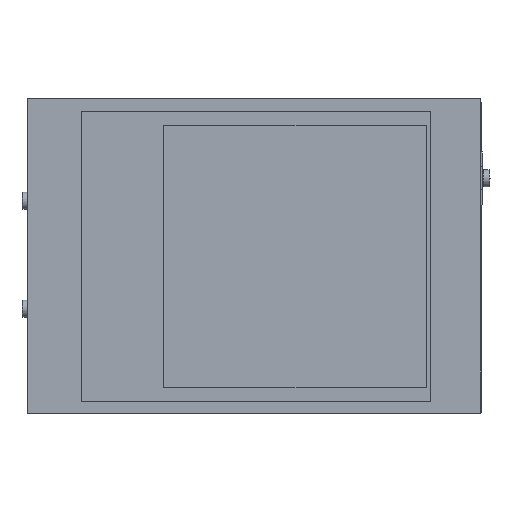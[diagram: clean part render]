
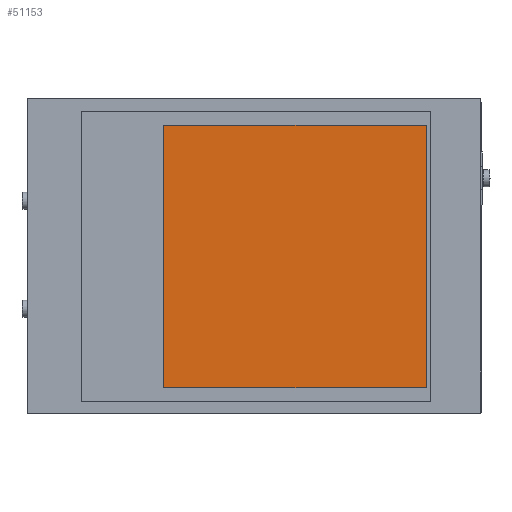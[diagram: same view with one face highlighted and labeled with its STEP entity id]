
A CAD part, top view. The second image highlights one B-rep face of the part: STEP entity #51153.
In plain terms, the highlighted planar face has unit normal (0, 0, 1).
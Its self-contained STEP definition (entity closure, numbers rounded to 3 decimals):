
#50781 = PLANE('',#50782);
#50782 = AXIS2_PLACEMENT_3D('',#50783,#50784,#50785);
#50783 = CARTESIAN_POINT('',(2.7,5.8,2.8));
#50784 = DIRECTION('',(1.,0.,0.));
#50785 = DIRECTION('',(0.,0.,1.));
#50809 = PLANE('',#50810);
#50810 = AXIS2_PLACEMENT_3D('',#50811,#50812,#50813);
#50811 = CARTESIAN_POINT('',(2.7,33.8,2.8));
#50812 = DIRECTION('',(0.,1.,0.));
#50813 = DIRECTION('',(0.,-0.,1.));
#50837 = PLANE('',#50838);
#50838 = AXIS2_PLACEMENT_3D('',#50839,#50840,#50841);
#50839 = CARTESIAN_POINT('',(30.7,5.8,2.8));
#50840 = DIRECTION('',(1.,0.,0.));
#50841 = DIRECTION('',(0.,0.,1.));
#50863 = PLANE('',#50864);
#50864 = AXIS2_PLACEMENT_3D('',#50865,#50866,#50867);
#50865 = CARTESIAN_POINT('',(2.7,5.8,2.8));
#50866 = DIRECTION('',(0.,1.,0.));
#50867 = DIRECTION('',(0.,-0.,1.));
#50957 = VERTEX_POINT('',#50958);
#50958 = CARTESIAN_POINT('',(2.7,5.8,3.));
#50981 = VERTEX_POINT('',#50982);
#50982 = CARTESIAN_POINT('',(2.7,33.8,3.));
#51003 = EDGE_CURVE('',#50957,#50981,#51004,.T.);
#51004 = SURFACE_CURVE('',#51005,(#51009,#51016),.PCURVE_S1.);
#51005 = LINE('',#51006,#51007);
#51006 = CARTESIAN_POINT('',(2.7,5.8,3.));
#51007 = VECTOR('',#51008,1.);
#51008 = DIRECTION('',(0.,1.,0.));
#51009 = PCURVE('',#50781,#51010);
#51010 = DEFINITIONAL_REPRESENTATION('',(#51011),#51015);
#51011 = LINE('',#51012,#51013);
#51012 = CARTESIAN_POINT('',(0.2,0.));
#51013 = VECTOR('',#51014,1.);
#51014 = DIRECTION('',(0.,-1.));
#51015 = ( GEOMETRIC_REPRESENTATION_CONTEXT(2) 
PARAMETRIC_REPRESENTATION_CONTEXT() REPRESENTATION_CONTEXT('2D SPACE',''
  ) );
#51016 = PCURVE('',#51017,#51022);
#51017 = PLANE('',#51018);
#51018 = AXIS2_PLACEMENT_3D('',#51019,#51020,#51021);
#51019 = CARTESIAN_POINT('',(2.7,5.8,3.));
#51020 = DIRECTION('',(0.,0.,1.));
#51021 = DIRECTION('',(1.,0.,-0.));
#51022 = DEFINITIONAL_REPRESENTATION('',(#51023),#51027);
#51023 = LINE('',#51024,#51025);
#51024 = CARTESIAN_POINT('',(0.,0.));
#51025 = VECTOR('',#51026,1.);
#51026 = DIRECTION('',(0.,1.));
#51027 = ( GEOMETRIC_REPRESENTATION_CONTEXT(2) 
PARAMETRIC_REPRESENTATION_CONTEXT() REPRESENTATION_CONTEXT('2D SPACE',''
  ) );
#51034 = EDGE_CURVE('',#50957,#51035,#51037,.T.);
#51035 = VERTEX_POINT('',#51036);
#51036 = CARTESIAN_POINT('',(30.7,5.8,3.));
#51037 = SURFACE_CURVE('',#51038,(#51042,#51049),.PCURVE_S1.);
#51038 = LINE('',#51039,#51040);
#51039 = CARTESIAN_POINT('',(2.7,5.8,3.));
#51040 = VECTOR('',#51041,1.);
#51041 = DIRECTION('',(1.,0.,0.));
#51042 = PCURVE('',#50863,#51043);
#51043 = DEFINITIONAL_REPRESENTATION('',(#51044),#51048);
#51044 = LINE('',#51045,#51046);
#51045 = CARTESIAN_POINT('',(0.2,0.));
#51046 = VECTOR('',#51047,1.);
#51047 = DIRECTION('',(0.,1.));
#51048 = ( GEOMETRIC_REPRESENTATION_CONTEXT(2) 
PARAMETRIC_REPRESENTATION_CONTEXT() REPRESENTATION_CONTEXT('2D SPACE',''
  ) );
#51049 = PCURVE('',#51017,#51050);
#51050 = DEFINITIONAL_REPRESENTATION('',(#51051),#51055);
#51051 = LINE('',#51052,#51053);
#51052 = CARTESIAN_POINT('',(0.,0.));
#51053 = VECTOR('',#51054,1.);
#51054 = DIRECTION('',(1.,0.));
#51055 = ( GEOMETRIC_REPRESENTATION_CONTEXT(2) 
PARAMETRIC_REPRESENTATION_CONTEXT() REPRESENTATION_CONTEXT('2D SPACE',''
  ) );
#51084 = VERTEX_POINT('',#51085);
#51085 = CARTESIAN_POINT('',(30.7,33.8,3.));
#51106 = EDGE_CURVE('',#51035,#51084,#51107,.T.);
#51107 = SURFACE_CURVE('',#51108,(#51112,#51119),.PCURVE_S1.);
#51108 = LINE('',#51109,#51110);
#51109 = CARTESIAN_POINT('',(30.7,5.8,3.));
#51110 = VECTOR('',#51111,1.);
#51111 = DIRECTION('',(0.,1.,0.));
#51112 = PCURVE('',#50837,#51113);
#51113 = DEFINITIONAL_REPRESENTATION('',(#51114),#51118);
#51114 = LINE('',#51115,#51116);
#51115 = CARTESIAN_POINT('',(0.2,0.));
#51116 = VECTOR('',#51117,1.);
#51117 = DIRECTION('',(0.,-1.));
#51118 = ( GEOMETRIC_REPRESENTATION_CONTEXT(2) 
PARAMETRIC_REPRESENTATION_CONTEXT() REPRESENTATION_CONTEXT('2D SPACE',''
  ) );
#51119 = PCURVE('',#51017,#51120);
#51120 = DEFINITIONAL_REPRESENTATION('',(#51121),#51125);
#51121 = LINE('',#51122,#51123);
#51122 = CARTESIAN_POINT('',(28.,0.));
#51123 = VECTOR('',#51124,1.);
#51124 = DIRECTION('',(0.,1.));
#51125 = ( GEOMETRIC_REPRESENTATION_CONTEXT(2) 
PARAMETRIC_REPRESENTATION_CONTEXT() REPRESENTATION_CONTEXT('2D SPACE',''
  ) );
#51132 = EDGE_CURVE('',#50981,#51084,#51133,.T.);
#51133 = SURFACE_CURVE('',#51134,(#51138,#51145),.PCURVE_S1.);
#51134 = LINE('',#51135,#51136);
#51135 = CARTESIAN_POINT('',(2.7,33.8,3.));
#51136 = VECTOR('',#51137,1.);
#51137 = DIRECTION('',(1.,0.,0.));
#51138 = PCURVE('',#50809,#51139);
#51139 = DEFINITIONAL_REPRESENTATION('',(#51140),#51144);
#51140 = LINE('',#51141,#51142);
#51141 = CARTESIAN_POINT('',(0.2,0.));
#51142 = VECTOR('',#51143,1.);
#51143 = DIRECTION('',(0.,1.));
#51144 = ( GEOMETRIC_REPRESENTATION_CONTEXT(2) 
PARAMETRIC_REPRESENTATION_CONTEXT() REPRESENTATION_CONTEXT('2D SPACE',''
  ) );
#51145 = PCURVE('',#51017,#51146);
#51146 = DEFINITIONAL_REPRESENTATION('',(#51147),#51151);
#51147 = LINE('',#51148,#51149);
#51148 = CARTESIAN_POINT('',(0.,28.));
#51149 = VECTOR('',#51150,1.);
#51150 = DIRECTION('',(1.,0.));
#51151 = ( GEOMETRIC_REPRESENTATION_CONTEXT(2) 
PARAMETRIC_REPRESENTATION_CONTEXT() REPRESENTATION_CONTEXT('2D SPACE',''
  ) );
#51153 = ADVANCED_FACE('',(#51154),#51017,.T.);
#51154 = FACE_BOUND('',#51155,.T.);
#51155 = EDGE_LOOP('',(#51156,#51157,#51158,#51159));
#51156 = ORIENTED_EDGE('',*,*,#51003,.F.);
#51157 = ORIENTED_EDGE('',*,*,#51034,.T.);
#51158 = ORIENTED_EDGE('',*,*,#51106,.T.);
#51159 = ORIENTED_EDGE('',*,*,#51132,.F.);
